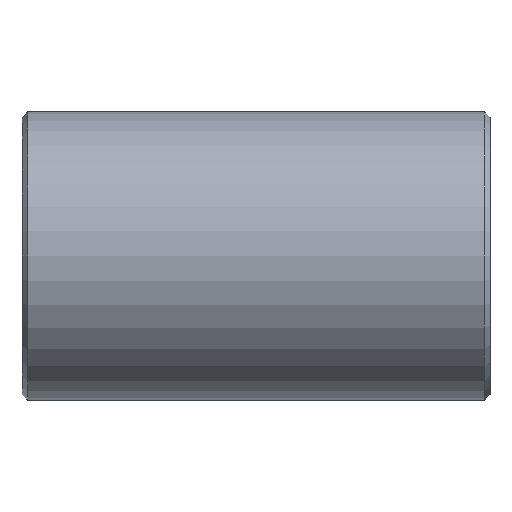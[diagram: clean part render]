
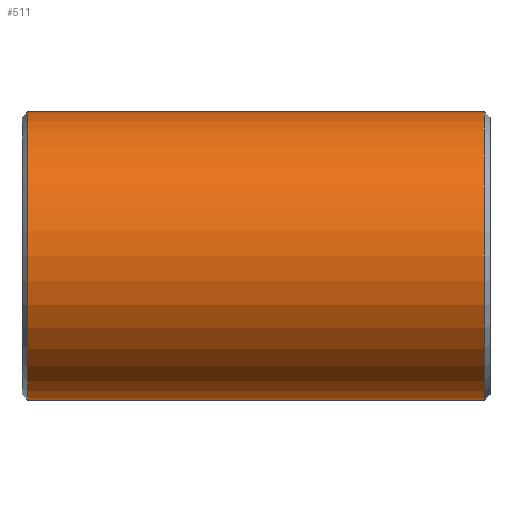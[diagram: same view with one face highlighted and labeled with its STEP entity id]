
A CAD part, front view. The second image highlights one B-rep face of the part: STEP entity #511.
In plain terms, the highlighted cylindrical face has radius 109.537 mm (diameter 219.075 mm), a partial arc.
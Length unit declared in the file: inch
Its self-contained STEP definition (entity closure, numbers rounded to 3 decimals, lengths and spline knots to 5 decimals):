
#1 = CIRCLE ( 'NONE', #62, 4.3125 ) ;
#31 = LINE ( 'NONE', #270, #614 ) ;
#47 = VERTEX_POINT ( 'NONE', #122 ) ;
#62 = AXIS2_PLACEMENT_3D ( 'NONE', #720, #154, #401 ) ;
#65 = VECTOR ( 'NONE', #650, 39.37008 ) ;
#85 = DIRECTION ( 'NONE',  ( -1., 0., 0. ) ) ;
#86 = CIRCLE ( 'NONE', #757, 4.3125 ) ;
#122 = CARTESIAN_POINT ( 'NONE',  ( 6.83333, 0., -4.3125 ) ) ;
#154 = DIRECTION ( 'NONE',  ( -1., 0., 0. ) ) ;
#155 = VERTEX_POINT ( 'NONE', #186 ) ;
#167 = EDGE_LOOP ( 'NONE', ( #329, #211, #777, #737 ) ) ;
#180 = LINE ( 'NONE', #496, #65 ) ;
#186 = CARTESIAN_POINT ( 'NONE',  ( 6.83333, 0., 4.3125 ) ) ;
#188 = DIRECTION ( 'NONE',  ( -1., 0., 0. ) ) ;
#205 = CARTESIAN_POINT ( 'NONE',  ( 7., 0., 0. ) ) ;
#211 = ORIENTED_EDGE ( 'NONE', *, *, #245, .T. ) ;
#245 = EDGE_CURVE ( 'NONE', #47, #155, #1, .T. ) ;
#270 = CARTESIAN_POINT ( 'NONE',  ( 7., 0., 4.3125 ) ) ;
#329 = ORIENTED_EDGE ( 'NONE', *, *, #489, .F. ) ;
#368 = EDGE_CURVE ( 'NONE', #596, #479, #86, .T. ) ;
#401 = DIRECTION ( 'NONE',  ( 0., 0., -1. ) ) ;
#405 = DIRECTION ( 'NONE',  ( 1., 0., 0. ) ) ;
#469 = CARTESIAN_POINT ( 'NONE',  ( -6.83333, 0., 0. ) ) ;
#479 = VERTEX_POINT ( 'NONE', #688 ) ;
#489 = EDGE_CURVE ( 'NONE', #47, #479, #180, .T. ) ;
#496 = CARTESIAN_POINT ( 'NONE',  ( 7., 0., -4.3125 ) ) ;
#511 = ADVANCED_FACE ( 'NONE', ( #806 ), #625, .T. ) ;
#596 = VERTEX_POINT ( 'NONE', #805 ) ;
#614 = VECTOR ( 'NONE', #85, 39.37008 ) ;
#625 = CYLINDRICAL_SURFACE ( 'NONE', #797, 4.3125 ) ;
#650 = DIRECTION ( 'NONE',  ( -1., 0., 0. ) ) ;
#675 = DIRECTION ( 'NONE',  ( 0., 0., 1. ) ) ;
#688 = CARTESIAN_POINT ( 'NONE',  ( -6.83333, 0., -4.3125 ) ) ;
#693 = DIRECTION ( 'NONE',  ( 0., 0., 1. ) ) ;
#720 = CARTESIAN_POINT ( 'NONE',  ( 6.83333, 0., 0. ) ) ;
#737 = ORIENTED_EDGE ( 'NONE', *, *, #368, .T. ) ;
#757 = AXIS2_PLACEMENT_3D ( 'NONE', #469, #405, #675 ) ;
#777 = ORIENTED_EDGE ( 'NONE', *, *, #794, .T. ) ;
#794 = EDGE_CURVE ( 'NONE', #155, #596, #31, .T. ) ;
#797 = AXIS2_PLACEMENT_3D ( 'NONE', #205, #188, #693 ) ;
#805 = CARTESIAN_POINT ( 'NONE',  ( -6.83333, 0., 4.3125 ) ) ;
#806 = FACE_OUTER_BOUND ( 'NONE', #167, .T. ) ;
